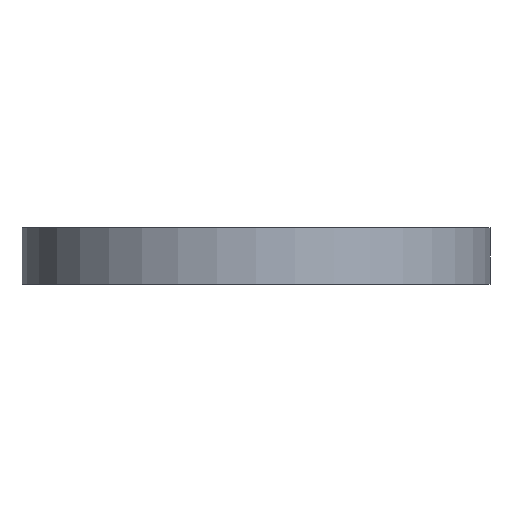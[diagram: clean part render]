
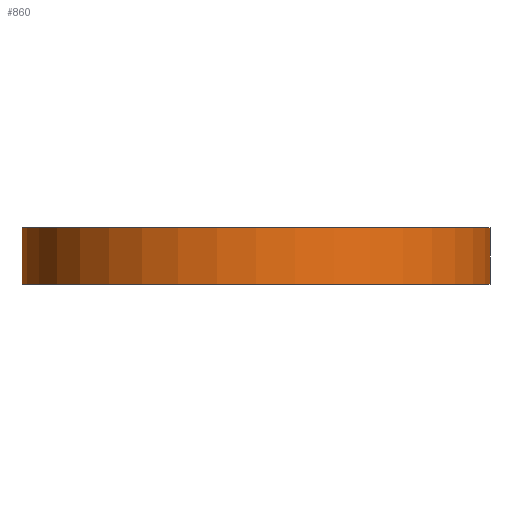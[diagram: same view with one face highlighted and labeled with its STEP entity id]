
A CAD part, front view. The second image highlights one B-rep face of the part: STEP entity #860.
In plain terms, the highlighted cylindrical face has radius 21.7 mm (diameter 43.4 mm), a partial arc.
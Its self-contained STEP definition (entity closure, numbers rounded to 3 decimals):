
#60=CIRCLE('',#917,21.7);
#61=CIRCLE('',#918,21.7);
#99=CYLINDRICAL_SURFACE('',#916,21.7);
#120=FACE_OUTER_BOUND('',#160,.T.);
#160=EDGE_LOOP('',(#592,#593,#594,#595));
#214=LINE('',#1335,#277);
#222=LINE('',#1353,#285);
#277=VECTOR('',#1039,10.);
#285=VECTOR('',#1053,10.);
#336=VERTEX_POINT('',#1329);
#338=VERTEX_POINT('',#1333);
#343=VERTEX_POINT('',#1349);
#345=VERTEX_POINT('',#1352);
#430=EDGE_CURVE('',#336,#338,#214,.T.);
#438=EDGE_CURVE('',#345,#343,#222,.T.);
#449=EDGE_CURVE('',#338,#345,#60,.T.);
#450=EDGE_CURVE('',#336,#343,#61,.T.);
#592=ORIENTED_EDGE('',*,*,#430,.T.);
#593=ORIENTED_EDGE('',*,*,#449,.T.);
#594=ORIENTED_EDGE('',*,*,#438,.T.);
#595=ORIENTED_EDGE('',*,*,#450,.F.);
#860=ADVANCED_FACE('',(#120),#99,.T.);
#916=AXIS2_PLACEMENT_3D('',#1372,#1072,#1073);
#917=AXIS2_PLACEMENT_3D('',#1373,#1074,#1075);
#918=AXIS2_PLACEMENT_3D('',#1374,#1076,#1077);
#1039=DIRECTION('',(0.,0.,-1.));
#1053=DIRECTION('',(0.,0.,1.));
#1072=DIRECTION('center_axis',(0.,0.,1.));
#1073=DIRECTION('ref_axis',(1.,0.,0.));
#1074=DIRECTION('center_axis',(0.,0.,1.));
#1075=DIRECTION('ref_axis',(1.,0.,0.));
#1076=DIRECTION('center_axis',(0.,0.,1.));
#1077=DIRECTION('ref_axis',(1.,0.,0.));
#1329=CARTESIAN_POINT('',(-21.677,-1.,5.2));
#1333=CARTESIAN_POINT('',(-21.677,-1.,0.));
#1335=CARTESIAN_POINT('',(-21.677,-1.,0.));
#1349=CARTESIAN_POINT('',(21.677,-1.,5.2));
#1352=CARTESIAN_POINT('',(21.677,-1.,0.));
#1353=CARTESIAN_POINT('',(21.677,-1.,0.));
#1372=CARTESIAN_POINT('Origin',(0.,0.,0.));
#1373=CARTESIAN_POINT('Origin',(0.,0.,0.));
#1374=CARTESIAN_POINT('Origin',(0.,0.,5.2));
